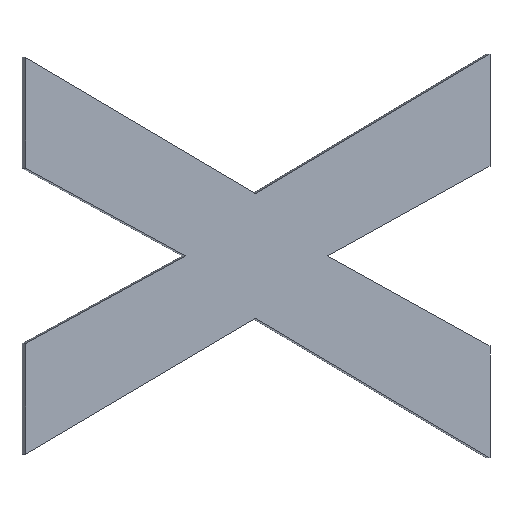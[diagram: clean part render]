
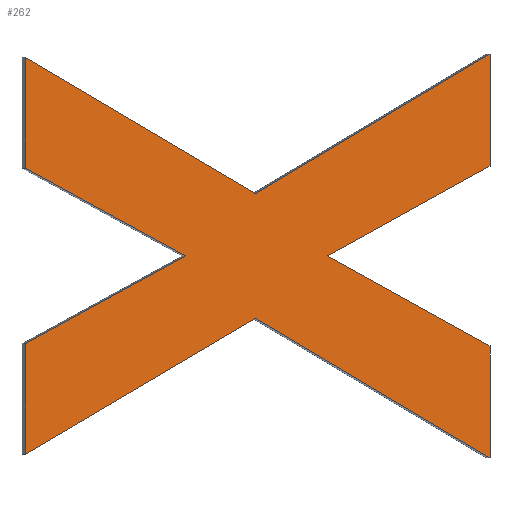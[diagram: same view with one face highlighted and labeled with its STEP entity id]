
A CAD part, top view. The second image highlights one B-rep face of the part: STEP entity #262.
In plain terms, the highlighted planar face has unit normal (0.116, 0, 0.993).
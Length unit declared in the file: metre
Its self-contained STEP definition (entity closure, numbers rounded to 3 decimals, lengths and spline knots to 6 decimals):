
#36=ORIENTED_EDGE('',*,*,#102,.F.);
#37=ORIENTED_EDGE('',*,*,#103,.F.);
#38=ORIENTED_EDGE('',*,*,#104,.F.);
#39=ORIENTED_EDGE('',*,*,#105,.F.);
#40=ORIENTED_EDGE('',*,*,#106,.F.);
#41=ORIENTED_EDGE('',*,*,#107,.F.);
#42=ORIENTED_EDGE('',*,*,#108,.F.);
#43=ORIENTED_EDGE('',*,*,#109,.F.);
#44=ORIENTED_EDGE('',*,*,#110,.F.);
#45=ORIENTED_EDGE('',*,*,#111,.F.);
#46=ORIENTED_EDGE('',*,*,#100,.F.);
#47=ORIENTED_EDGE('',*,*,#98,.F.);
#98=EDGE_CURVE('',#133,#132,#158,.T.);
#100=EDGE_CURVE('',#132,#134,#160,.T.);
#102=EDGE_CURVE('',#135,#133,#162,.T.);
#103=EDGE_CURVE('',#136,#135,#163,.T.);
#104=EDGE_CURVE('',#137,#136,#164,.T.);
#105=EDGE_CURVE('',#138,#137,#165,.T.);
#106=EDGE_CURVE('',#139,#138,#166,.T.);
#107=EDGE_CURVE('',#140,#139,#167,.T.);
#108=EDGE_CURVE('',#141,#140,#168,.T.);
#109=EDGE_CURVE('',#142,#141,#169,.T.);
#110=EDGE_CURVE('',#143,#142,#170,.T.);
#111=EDGE_CURVE('',#134,#143,#171,.T.);
#132=VERTEX_POINT('',#393);
#133=VERTEX_POINT('',#395);
#134=VERTEX_POINT('',#399);
#135=VERTEX_POINT('',#403);
#136=VERTEX_POINT('',#407);
#137=VERTEX_POINT('',#409);
#138=VERTEX_POINT('',#411);
#139=VERTEX_POINT('',#413);
#140=VERTEX_POINT('',#415);
#141=VERTEX_POINT('',#417);
#142=VERTEX_POINT('',#419);
#143=VERTEX_POINT('',#421);
#158=LINE('',#396,#194);
#160=LINE('',#400,#196);
#162=LINE('',#404,#198);
#163=LINE('',#406,#199);
#164=LINE('',#408,#200);
#165=LINE('',#410,#201);
#166=LINE('',#412,#202);
#167=LINE('',#414,#203);
#168=LINE('',#416,#204);
#169=LINE('',#418,#205);
#170=LINE('',#420,#206);
#171=LINE('',#422,#207);
#194=VECTOR('',#319,1.);
#196=VECTOR('',#323,1.);
#198=VECTOR('',#327,1.);
#199=VECTOR('',#330,1.);
#200=VECTOR('',#331,1.);
#201=VECTOR('',#332,1.);
#202=VECTOR('',#333,1.);
#203=VECTOR('',#334,1.);
#204=VECTOR('',#335,1.);
#205=VECTOR('',#336,1.);
#206=VECTOR('',#337,1.);
#207=VECTOR('',#338,1.);
#220=EDGE_LOOP('',(#36,#37,#38,#39,#40,#41,#42,#43,#44,#45,#46,#47));
#234=FACE_BOUND('',#220,.T.);
#248=PLANE('',#289);
#262=ADVANCED_FACE('',(#234),#248,.T.);
#289=AXIS2_PLACEMENT_3D('',#405,#328,#329);
#319=DIRECTION('',(0.,1.,0.));
#323=DIRECTION('',(0.856,-0.506,-0.1));
#327=DIRECTION('',(-0.872,0.478,0.102));
#328=DIRECTION('',(0.116,0.,0.993));
#329=DIRECTION('',(0.993,0.,-0.116));
#330=DIRECTION('',(0.873,0.478,-0.102));
#331=DIRECTION('',(0.,1.,0.));
#332=DIRECTION('',(-0.856,-0.506,0.1));
#333=DIRECTION('',(-0.855,0.51,0.099));
#334=DIRECTION('',(0.,-1.,0.));
#335=DIRECTION('',(0.871,-0.481,-0.101));
#336=DIRECTION('',(-0.871,-0.481,0.101));
#337=DIRECTION('',(0.,-1.,0.));
#338=DIRECTION('',(0.855,0.51,-0.099));
#393=CARTESIAN_POINT('',(-0.259926,0.234484,0.039546));
#395=CARTESIAN_POINT('',(-0.259926,0.233081,0.039546));
#396=CARTESIAN_POINT('',(-0.259926,0.233782,0.039546));
#399=CARTESIAN_POINT('',(-0.257009,0.232759,0.039206));
#400=CARTESIAN_POINT('',(-0.258468,0.233622,0.039376));
#403=CARTESIAN_POINT('',(-0.257897,0.231969,0.03931));
#404=CARTESIAN_POINT('',(-0.258912,0.232525,0.039428));
#405=CARTESIAN_POINT('',(-0.195252,0.325877,0.032017));
#406=CARTESIAN_POINT('',(-0.258912,0.231413,0.039428));
#407=CARTESIAN_POINT('',(-0.259926,0.230858,0.039546));
#408=CARTESIAN_POINT('',(-0.259926,0.230156,0.039546));
#409=CARTESIAN_POINT('',(-0.259926,0.229454,0.039546));
#410=CARTESIAN_POINT('',(-0.258468,0.230317,0.039376));
#411=CARTESIAN_POINT('',(-0.257009,0.23118,0.039206));
#412=CARTESIAN_POINT('',(-0.255525,0.230295,0.039034));
#413=CARTESIAN_POINT('',(-0.254042,0.22941,0.038861));
#414=CARTESIAN_POINT('',(-0.254042,0.23012,0.038861));
#415=CARTESIAN_POINT('',(-0.254042,0.230829,0.038861));
#416=CARTESIAN_POINT('',(-0.255072,0.231399,0.038981));
#417=CARTESIAN_POINT('',(-0.256103,0.231969,0.039101));
#418=CARTESIAN_POINT('',(-0.255072,0.232538,0.038981));
#419=CARTESIAN_POINT('',(-0.254042,0.233108,0.038861));
#420=CARTESIAN_POINT('',(-0.254042,0.233818,0.038861));
#421=CARTESIAN_POINT('',(-0.254042,0.234529,0.038861));
#422=CARTESIAN_POINT('',(-0.255525,0.233644,0.039034));
